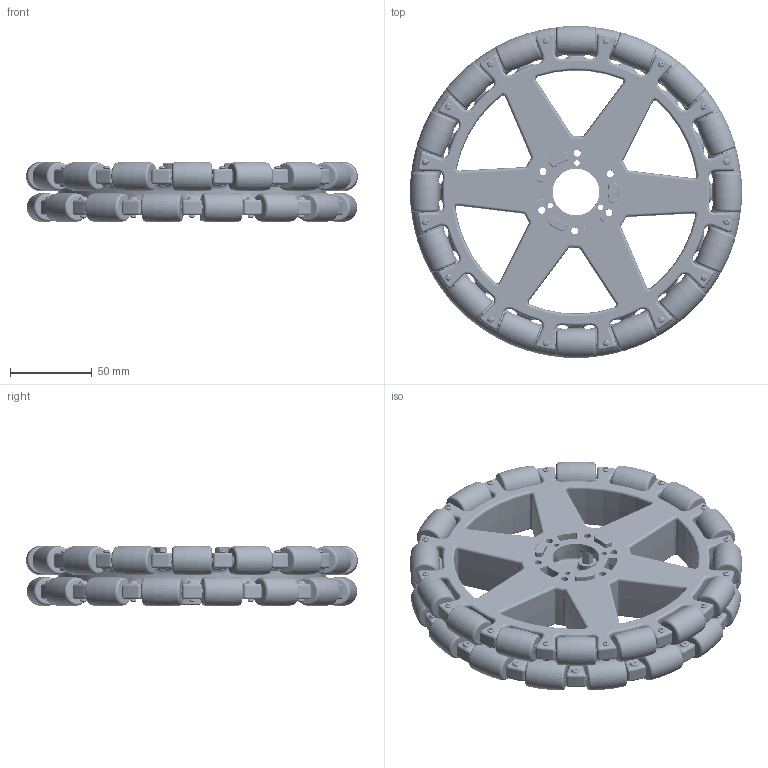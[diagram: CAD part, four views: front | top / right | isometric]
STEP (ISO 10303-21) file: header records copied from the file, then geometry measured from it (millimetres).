
FILE_DESCRIPTION (( 'STEP AP203' ), '1' );
FILE_NAME ('217-2613.20121203.STEP', '2012-12-03T23:21:23', ( 'svradm' ), ( 'Microsoft' ), 'SwSTEP 2.0', 'SolidWorks 2012', '' );
FILE_SCHEMA (( 'CONFIG_CONTROL_DESIGN' ));
Products named in the file (8): 217-2613.20121203; 217-2584-005 Rev1 A; 90116A020_90116A020; BEAM-0750; 217-2613-004 Rev1; 217-2613-002 Rev1; 217-2613-003 Rev1; 217-2613-001 Rev1
Assembly tree (109 placements, depth 2):
  217-2613.20121203
    217-2613-001 Rev1  x32
    217-2613-003 Rev1
    217-2613-002 Rev1  x2
    217-2613-004 Rev1  x32
    BEAM-0750  x6
    90116A020_90116A020  x32
    217-2584-005 Rev1 A  x4
Bounding box: 203.04 x 203.04 x 37.19 mm (x, y, z)
Volume: 459057.8 mm3; surface area: 246201.3 mm2
Topology: 109 solids, 109 shells, 5485 faces, 13786 edges, 8529 vertices
Faces by surface type: plane 1822, cylinder 1599, torus 1066, bspline 572, cone 268, sphere 158
Entity records: 111669 total; most frequent: CARTESIAN_POINT 40947, DIRECTION 14747, ORIENTED_EDGE 14024, EDGE_CURVE 7012, AXIS2_PLACEMENT_3D 6024, VERTEX_POINT 4276, CIRCLE 3511, EDGE_LOOP 3006
